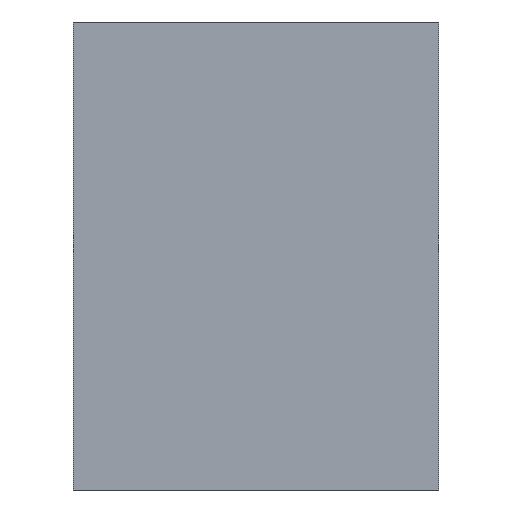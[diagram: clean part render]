
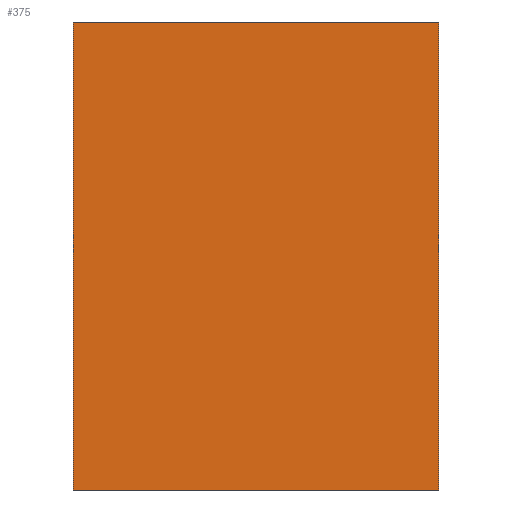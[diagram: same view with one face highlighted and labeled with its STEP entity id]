
A CAD part, left-side view. The second image highlights one B-rep face of the part: STEP entity #375.
In plain terms, the highlighted planar face has unit normal (-1, 0, 0).
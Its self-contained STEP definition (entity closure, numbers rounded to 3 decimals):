
#7 = DIRECTION ( 'NONE',  ( 0., 0., -1. ) ) ;
#115 = VECTOR ( 'NONE', #987, 1000. ) ;
#147 = VERTEX_POINT ( 'NONE', #205 ) ;
#181 = VECTOR ( 'NONE', #906, 1000. ) ;
#205 = CARTESIAN_POINT ( 'NONE',  ( -25.5, 25., -16. ) ) ;
#231 = DIRECTION ( 'NONE',  ( 0., -1., 0. ) ) ;
#258 = CARTESIAN_POINT ( 'NONE',  ( -25.5, 0., 16. ) ) ;
#282 = ORIENTED_EDGE ( 'NONE', *, *, #771, .T. ) ;
#290 = ORIENTED_EDGE ( 'NONE', *, *, #440, .F. ) ;
#314 = LINE ( 'NONE', #973, #563 ) ;
#325 = CARTESIAN_POINT ( 'NONE',  ( -25.5, 0., -16. ) ) ;
#336 = LINE ( 'NONE', #405, #181 ) ;
#355 = CARTESIAN_POINT ( 'NONE',  ( -25.5, 25., 16. ) ) ;
#358 = LINE ( 'NONE', #939, #635 ) ;
#368 = EDGE_CURVE ( 'NONE', #737, #499, #411, .T. ) ;
#375 = ADVANCED_FACE ( 'NONE', ( #786 ), #911, .F. ) ;
#388 = EDGE_LOOP ( 'NONE', ( #530, #290, #282, #894 ) ) ;
#405 = CARTESIAN_POINT ( 'NONE',  ( -25.5, 25., 16. ) ) ;
#406 = CARTESIAN_POINT ( 'NONE',  ( -25.5, 25., 0. ) ) ;
#411 = LINE ( 'NONE', #1061, #115 ) ;
#440 = EDGE_CURVE ( 'NONE', #953, #737, #336, .T. ) ;
#499 = VERTEX_POINT ( 'NONE', #325 ) ;
#530 = ORIENTED_EDGE ( 'NONE', *, *, #368, .F. ) ;
#563 = VECTOR ( 'NONE', #231, 1000. ) ;
#573 = DIRECTION ( 'NONE',  ( 0., 0., 1. ) ) ;
#586 = EDGE_CURVE ( 'NONE', #147, #499, #314, .T. ) ;
#635 = VECTOR ( 'NONE', #7, 1000. ) ;
#737 = VERTEX_POINT ( 'NONE', #258 ) ;
#771 = EDGE_CURVE ( 'NONE', #953, #147, #358, .T. ) ;
#786 = FACE_OUTER_BOUND ( 'NONE', #388, .T. ) ;
#894 = ORIENTED_EDGE ( 'NONE', *, *, #586, .T. ) ;
#900 = DIRECTION ( 'NONE',  ( 1., 0., 0. ) ) ;
#906 = DIRECTION ( 'NONE',  ( 0., -1., 0. ) ) ;
#911 = PLANE ( 'NONE',  #1012 ) ;
#939 = CARTESIAN_POINT ( 'NONE',  ( -25.5, 25., 0. ) ) ;
#953 = VERTEX_POINT ( 'NONE', #355 ) ;
#973 = CARTESIAN_POINT ( 'NONE',  ( -25.5, 25., -16. ) ) ;
#987 = DIRECTION ( 'NONE',  ( 0., 0., -1. ) ) ;
#1012 = AXIS2_PLACEMENT_3D ( 'NONE', #406, #900, #573 ) ;
#1061 = CARTESIAN_POINT ( 'NONE',  ( -25.5, 0., 0. ) ) ;
